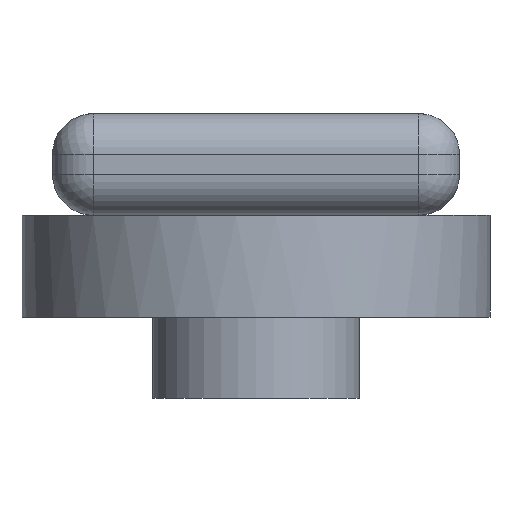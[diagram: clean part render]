
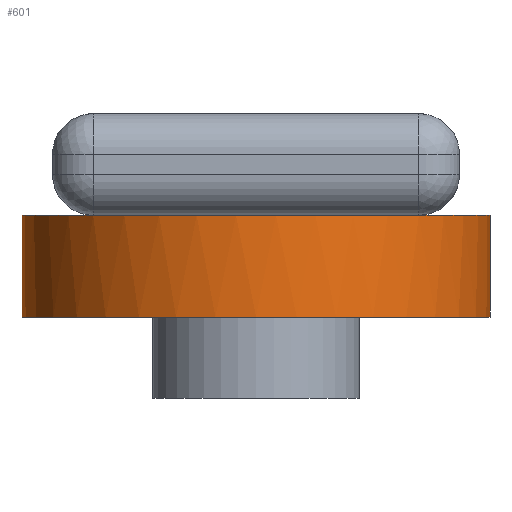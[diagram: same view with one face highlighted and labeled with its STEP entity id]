
A CAD part, front view. The second image highlights one B-rep face of the part: STEP entity #601.
In plain terms, the highlighted cylindrical face has radius 11.5 mm (diameter 23 mm), a full revolution.
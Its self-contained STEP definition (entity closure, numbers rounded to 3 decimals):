
#34=CYLINDRICAL_SURFACE('',#700,11.5);
#93=FACE_OUTER_BOUND('',#144,.T.);
#144=EDGE_LOOP('',(#537,#538,#539,#540,#541,#542,#543,#544));
#147=CIRCLE('',#618,11.5);
#148=CIRCLE('',#619,11.5);
#149=CIRCLE('',#621,11.5);
#150=CIRCLE('',#623,11.5);
#151=CIRCLE('',#625,11.5);
#190=CIRCLE('',#701,11.5);
#226=LINE('',#1078,#262);
#262=VECTOR('',#910,11.5);
#263=VERTEX_POINT('',#915);
#264=VERTEX_POINT('',#916);
#265=VERTEX_POINT('',#918);
#266=VERTEX_POINT('',#922);
#267=VERTEX_POINT('',#923);
#306=VERTEX_POINT('',#1076);
#308=EDGE_CURVE('',#263,#265,#147,.T.);
#309=EDGE_CURVE('',#265,#264,#148,.T.);
#311=EDGE_CURVE('',#266,#267,#149,.T.);
#312=EDGE_CURVE('',#264,#266,#150,.T.);
#316=EDGE_CURVE('',#267,#263,#151,.T.);
#385=EDGE_CURVE('',#306,#306,#190,.T.);
#386=EDGE_CURVE('',#306,#265,#226,.T.);
#537=ORIENTED_EDGE('',*,*,#385,.F.);
#538=ORIENTED_EDGE('',*,*,#386,.T.);
#539=ORIENTED_EDGE('',*,*,#308,.F.);
#540=ORIENTED_EDGE('',*,*,#316,.F.);
#541=ORIENTED_EDGE('',*,*,#311,.F.);
#542=ORIENTED_EDGE('',*,*,#312,.F.);
#543=ORIENTED_EDGE('',*,*,#309,.F.);
#544=ORIENTED_EDGE('',*,*,#386,.F.);
#601=ADVANCED_FACE('',(#93),#34,.T.);
#618=AXIS2_PLACEMENT_3D('',#919,#708,#709);
#619=AXIS2_PLACEMENT_3D('',#920,#710,#711);
#621=AXIS2_PLACEMENT_3D('',#925,#715,#716);
#623=AXIS2_PLACEMENT_3D('',#927,#719,#720);
#625=AXIS2_PLACEMENT_3D('',#934,#726,#727);
#700=AXIS2_PLACEMENT_3D('',#1075,#906,#907);
#701=AXIS2_PLACEMENT_3D('',#1077,#908,#909);
#708=DIRECTION('center_axis',(0.,0.,1.));
#709=DIRECTION('ref_axis',(1.,0.,0.));
#710=DIRECTION('center_axis',(0.,0.,1.));
#711=DIRECTION('ref_axis',(1.,0.,0.));
#715=DIRECTION('center_axis',(0.,0.,1.));
#716=DIRECTION('ref_axis',(1.,0.,0.));
#719=DIRECTION('center_axis',(0.,0.,1.));
#720=DIRECTION('ref_axis',(1.,0.,0.));
#726=DIRECTION('center_axis',(0.,0.,1.));
#727=DIRECTION('ref_axis',(1.,0.,0.));
#906=DIRECTION('center_axis',(0.,0.,-1.));
#907=DIRECTION('ref_axis',(-1.,0.,0.));
#908=DIRECTION('center_axis',(0.,0.,-1.));
#909=DIRECTION('ref_axis',(-1.,0.,0.));
#910=DIRECTION('',(0.,0.,1.));
#915=CARTESIAN_POINT('',(-12.,51.739,0.));
#916=CARTESIAN_POINT('',(-12.,68.261,0.));
#918=CARTESIAN_POINT('',(-8.5,60.,0.));
#919=CARTESIAN_POINT('Origin',(-20.,60.,0.));
#920=CARTESIAN_POINT('Origin',(-20.,60.,0.));
#922=CARTESIAN_POINT('',(-28.,68.261,0.));
#923=CARTESIAN_POINT('',(-28.,51.739,0.));
#925=CARTESIAN_POINT('Origin',(-20.,60.,0.));
#927=CARTESIAN_POINT('Origin',(-20.,60.,0.));
#934=CARTESIAN_POINT('Origin',(-20.,60.,0.));
#1075=CARTESIAN_POINT('Origin',(-20.,60.,-3.));
#1076=CARTESIAN_POINT('',(-8.5,60.,-5.));
#1077=CARTESIAN_POINT('Origin',(-20.,60.,-5.));
#1078=CARTESIAN_POINT('',(-8.5,60.,-3.));
